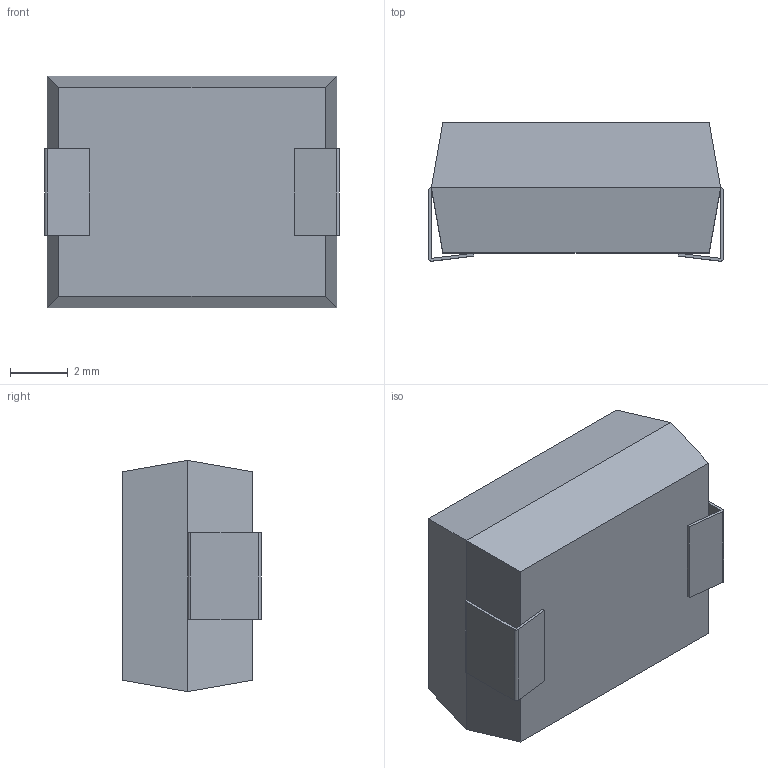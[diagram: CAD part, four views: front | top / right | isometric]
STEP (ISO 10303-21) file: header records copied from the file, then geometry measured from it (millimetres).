
FILE_DESCRIPTION (( 'STEP AP214' ), '1' );
FILE_NAME ('User Library-4032 SMD varistor 1.STEP', '2020-10-22T22:03:58', ( '' ), ( '' ), 'SwSTEP 2.0', 'SolidWorks 2020', '' );
FILE_SCHEMA (( 'AUTOMOTIVE_DESIGN' ));
Length unit declared in the file: millimetre
Products named in the file (1): User Library-4032 SMD varistor 1
Bounding box: 10.2 x 4.79 x 8 mm (x, y, z)
Volume: 331.2 mm3; surface area: 339.3 mm2
Topology: 1 solids, 1 shells, 182 faces, 481 edges, 318 vertices
Faces by surface type: bspline 90, plane 88, cylinder 4
Entity records: 11376 total; most frequent: CARTESIAN_POINT 7280, ORIENTED_EDGE 962, DIRECTION 495, EDGE_CURVE 481, VERTEX_POINT 318, VECTOR 293, LINE 293, EDGE_LOOP 199
